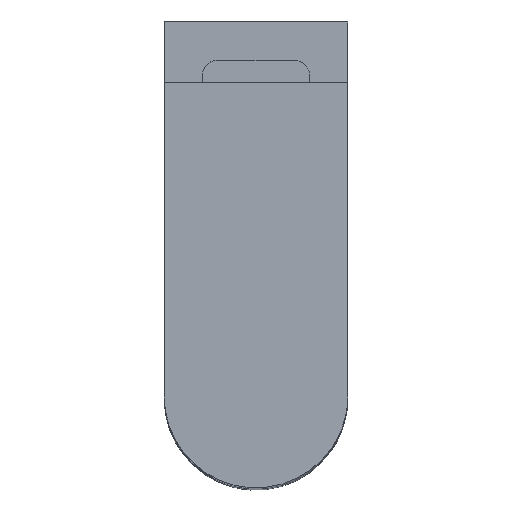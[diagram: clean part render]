
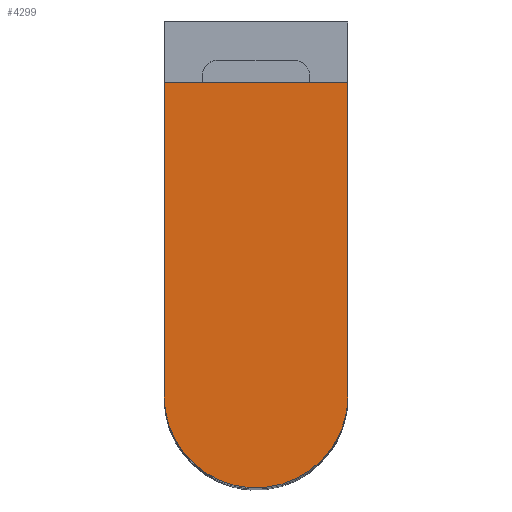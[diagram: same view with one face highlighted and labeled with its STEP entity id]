
A CAD part, top view. The second image highlights one B-rep face of the part: STEP entity #4299.
In plain terms, the highlighted free-form (B-spline) face has degree [1, 1] with [2, 2] control points.
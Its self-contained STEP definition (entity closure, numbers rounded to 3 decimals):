
#3048=CARTESIAN_POINT('',(5.617,-2.11,90.));
#3049=VERTEX_POINT('',#3048);
#3050=CARTESIAN_POINT('',(6.,0.,90.));
#3051=VERTEX_POINT('',#3050);
#3052=CARTESIAN_POINT('',(5.617,-2.11,90.));
#3053=CARTESIAN_POINT('',(6.,-1.09,90.));
#3054=CARTESIAN_POINT('',(6.,0.,90.));
#3062=(BOUNDED_CURVE()B_SPLINE_CURVE(2,(#3052,#3053,#3054),.UNSPECIFIED.,.F.,.U.)B_SPLINE_CURVE_WITH_KNOTS((3,3),(0.885,1.0),.UNSPECIFIED.)CURVE()GEOMETRIC_REPRESENTATION_ITEM()RATIONAL_B_SPLINE_CURVE((0.939,0.954,1.0))REPRESENTATION_ITEM(''));
#3063=EDGE_CURVE('',#3049,#3051,#3062,.T.);
#3119=CARTESIAN_POINT('',(-0.366,-5.989,90.));
#3120=VERTEX_POINT('',#3119);
#3126=CARTESIAN_POINT('',(-6.,0.,90.));
#3127=VERTEX_POINT('',#3126);
#3128=CARTESIAN_POINT('',(-6.,0.,90.));
#3129=CARTESIAN_POINT('',(-6.,-3.464,90.));
#3130=CARTESIAN_POINT('',(-3.,-5.196,90.));
#3131=CARTESIAN_POINT('',(-1.776,-5.903,90.));
#3132=CARTESIAN_POINT('',(-0.366,-5.989,90.));
#3140=(BOUNDED_CURVE()B_SPLINE_CURVE(2,(#3128,#3129,#3130,#3131,#3132),.UNSPECIFIED.,.F.,.U.)B_SPLINE_CURVE_WITH_KNOTS((3,2,3),(0.0,0.333,0.481),.UNSPECIFIED.)CURVE()GEOMETRIC_REPRESENTATION_ITEM()RATIONAL_B_SPLINE_CURVE((1.0,0.866,1.0,0.941,0.934))REPRESENTATION_ITEM(''));
#3141=EDGE_CURVE('',#3127,#3120,#3140,.T.);
#3231=CARTESIAN_POINT('',(-0.366,-5.989,90.));
#3232=CARTESIAN_POINT('',(1.436,-6.099,90.));
#3233=CARTESIAN_POINT('',(3.,-5.196,90.));
#3234=CARTESIAN_POINT('',(4.861,-4.122,90.));
#3235=CARTESIAN_POINT('',(5.617,-2.11,90.));
#3243=(BOUNDED_CURVE()B_SPLINE_CURVE(2,(#3231,#3232,#3233,#3234,#3235),.UNSPECIFIED.,.F.,.U.)B_SPLINE_CURVE_WITH_KNOTS((3,2,3),(0.481,0.667,0.885),.UNSPECIFIED.)CURVE()GEOMETRIC_REPRESENTATION_ITEM()RATIONAL_B_SPLINE_CURVE((0.934,0.925,1.0,0.912,0.939))REPRESENTATION_ITEM(''));
#3244=EDGE_CURVE('',#3120,#3049,#3243,.T.);
#4270=CARTESIAN_POINT('',(-6.599,21.824,90.));
#4271=CARTESIAN_POINT('',(6.599,21.824,90.));
#4272=CARTESIAN_POINT('',(-6.599,-7.323,90.));
#4273=CARTESIAN_POINT('',(6.599,-7.323,90.));
#4274=B_SPLINE_SURFACE_WITH_KNOTS('',1,1,((#4270,#4272),(#4271,#4273)),.UNSPECIFIED.,.F.,.F.,.U.,(2,2),(2,2),(0.0,13.199),(0.0,29.146),.UNSPECIFIED.);
#4275=CARTESIAN_POINT('',(-6.,20.5,90.));
#4276=VERTEX_POINT('',#4275);
#4277=CARTESIAN_POINT('',(-6.,0.,90.));
#4278=CARTESIAN_POINT('',(-6.,20.5,90.));
#4279=QUASI_UNIFORM_CURVE('',1,(#4277,#4278),.UNSPECIFIED.,.F.,.U.);
#4280=EDGE_CURVE('',#3127,#4276,#4279,.T.);
#4281=ORIENTED_EDGE('',*,*,#4280,.F.);
#4282=ORIENTED_EDGE('',*,*,#3141,.T.);
#4283=ORIENTED_EDGE('',*,*,#3244,.T.);
#4284=ORIENTED_EDGE('',*,*,#3063,.T.);
#4285=CARTESIAN_POINT('',(6.,20.5,90.));
#4286=VERTEX_POINT('',#4285);
#4287=CARTESIAN_POINT('',(6.,20.5,90.));
#4288=CARTESIAN_POINT('',(6.,0.,90.));
#4289=QUASI_UNIFORM_CURVE('',1,(#4287,#4288),.UNSPECIFIED.,.F.,.U.);
#4290=EDGE_CURVE('',#4286,#3051,#4289,.T.);
#4291=ORIENTED_EDGE('',*,*,#4290,.F.);
#4292=CARTESIAN_POINT('',(-6.,20.5,90.));
#4293=CARTESIAN_POINT('',(6.,20.5,90.));
#4294=QUASI_UNIFORM_CURVE('',1,(#4292,#4293),.UNSPECIFIED.,.F.,.U.);
#4295=EDGE_CURVE('',#4276,#4286,#4294,.T.);
#4296=ORIENTED_EDGE('',*,*,#4295,.F.);
#4297=EDGE_LOOP('',(#4281,#4282,#4283,#4284,#4291,#4296));
#4298=FACE_OUTER_BOUND('',#4297,.T.);
#4299=ADVANCED_FACE('',(#4298),#4274,.F.);
